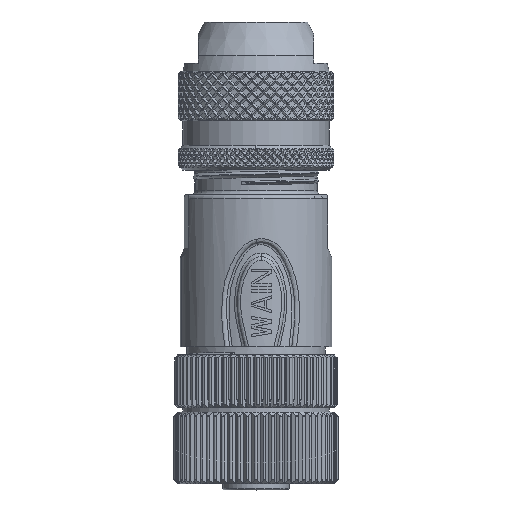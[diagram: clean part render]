
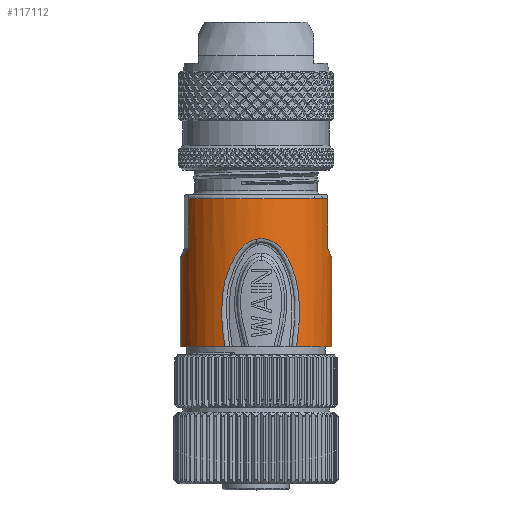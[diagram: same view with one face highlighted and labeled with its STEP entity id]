
A CAD part, top view. The second image highlights one B-rep face of the part: STEP entity #117112.
In plain terms, the highlighted cylindrical face has radius 9.25 mm (diameter 18.5 mm), a partial arc.
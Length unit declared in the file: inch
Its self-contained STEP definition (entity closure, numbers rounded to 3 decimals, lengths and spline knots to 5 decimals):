
#15886=CARTESIAN_POINT('',(0.,0.31299,0.));
#15887=DIRECTION('',(0.,1.,0.));
#15888=DIRECTION('',(-0.973,0.,0.229));
#15889=AXIS2_PLACEMENT_3D('',#15886,#15887,#15888);
#15964=CARTESIAN_POINT('',(0.19434,0.31299,
0.30798));
#15966=CARTESIAN_POINT('',(0.,0.31299,0.));
#15967=DIRECTION('',(0.,1.,0.));
#15968=DIRECTION('',(0.534,0.,0.846));
#15969=AXIS2_PLACEMENT_3D('',#15966,#15967,#15968);
#15990=CARTESIAN_POINT('',(0.36265,0.74077,
0.03325));
#15991=CARTESIAN_POINT('',(0.35961,0.75002,
0.06639));
#15992=CARTESIAN_POINT('',(0.35256,0.76574,
0.09556));
#15993=CARTESIAN_POINT('',(0.34303,0.78543,
0.12229));
#16133=DIRECTION('',(0.,-1.,0.));
#16134=VECTOR('',#16133,0.23622);
#16135=CARTESIAN_POINT('',(0.34303,1.02165,
0.12229));
#16136=LINE('',#16135,#16134);
#16137=DIRECTION('',(0.,-1.,0.));
#16138=VECTOR('',#16137,0.42778);
#16139=CARTESIAN_POINT('',(0.36265,0.74077,
0.03325));
#16140=LINE('',#16139,#16138);
#16141=CARTESIAN_POINT('',(0.00161,0.82813,
0.36417));
#16142=CARTESIAN_POINT('',(-0.00214,0.82739,
0.36419));
#16143=CARTESIAN_POINT('',(-0.00969,0.82549,
0.3641));
#16144=CARTESIAN_POINT('',(-0.02113,0.82127,
0.36362));
#16145=CARTESIAN_POINT('',(-0.0328,0.81549,
0.36276));
#16146=CARTESIAN_POINT('',(-0.04468,0.80791,
0.36149));
#16147=CARTESIAN_POINT('',(-0.05673,0.79834,
0.3598));
#16148=CARTESIAN_POINT('',(-0.06918,0.78625,
0.35762));
#16149=CARTESIAN_POINT('',(-0.08212,0.77102,
0.35488));
#16150=CARTESIAN_POINT('',(-0.09517,0.75259,
0.35161));
#16151=CARTESIAN_POINT('',(-0.10828,0.73058,
0.34779));
#16152=CARTESIAN_POINT('',(-0.12142,0.70482,
0.34343));
#16153=CARTESIAN_POINT('',(-0.13418,0.67514,
0.33863));
#16154=CARTESIAN_POINT('',(-0.14487,0.64368,
0.33417));
#16155=CARTESIAN_POINT('',(-0.15316,0.61119,
0.33043));
#16156=CARTESIAN_POINT('',(-0.15928,0.57664,
0.32751));
#16157=CARTESIAN_POINT('',(-0.16342,0.53729,
0.32545));
#16158=CARTESIAN_POINT('',(-0.16517,0.49196,
0.32456));
#16159=CARTESIAN_POINT('',(-0.16395,0.44003,
0.32518));
#16160=CARTESIAN_POINT('',(-0.15919,0.38109,
0.32757));
#16161=CARTESIAN_POINT('',(-0.1532,0.33653,
0.33041));
#16162=CARTESIAN_POINT('',(-0.14941,0.31299,
0.33211));
#16164=DIRECTION('',(0.,1.,0.));
#16165=VECTOR('',#16164,0.42778);
#16166=CARTESIAN_POINT('',(-0.35449,0.31299,
0.0834));
#16167=LINE('',#16166,#16165);
#16168=DIRECTION('',(0.,1.,0.));
#16169=VECTOR('',#16168,0.23622);
#16170=CARTESIAN_POINT('',(-0.32267,0.78543,
0.16884));
#16171=LINE('',#16170,#16169);
#16172=CARTESIAN_POINT('',(0.,1.02165,0.));
#16173=DIRECTION('',(0.,-1.,0.));
#16174=DIRECTION('',(0.942,0.,0.336));
#16175=AXIS2_PLACEMENT_3D('',#16172,#16173,#16174);
#16177=CARTESIAN_POINT('',(0.,1.02165,0.));
#16178=DIRECTION('',(0.,-1.,0.));
#16179=DIRECTION('',(-0.804,0.,0.595));
#16180=AXIS2_PLACEMENT_3D('',#16177,#16178,#16179);
#16235=CARTESIAN_POINT('',(-0.32267,0.78543,
0.16884));
#16236=CARTESIAN_POINT('',(-0.33583,0.76574,
0.1437));
#16237=CARTESIAN_POINT('',(-0.34687,0.75002,
0.11579));
#16238=CARTESIAN_POINT('',(-0.35449,0.74077,
0.0834));
#16248=CARTESIAN_POINT('',(0.00161,0.82813,
0.36417));
#16249=CARTESIAN_POINT('',(0.00578,0.82896,
0.36415));
#16250=CARTESIAN_POINT('',(0.01422,0.83013,
0.36397));
#16251=CARTESIAN_POINT('',(0.02727,0.83058,
0.36323));
#16252=CARTESIAN_POINT('',(0.04026,0.82976,
0.36202));
#16253=CARTESIAN_POINT('',(0.05294,0.82755,
0.36038));
#16254=CARTESIAN_POINT('',(0.06486,0.82397,
0.35842));
#16255=CARTESIAN_POINT('',(0.07652,0.81898,
0.35611));
#16256=CARTESIAN_POINT('',(0.08835,0.81224,
0.35337));
#16257=CARTESIAN_POINT('',(0.10043,0.80344,
0.35013));
#16258=CARTESIAN_POINT('',(0.11281,0.79216,
0.34634));
#16259=CARTESIAN_POINT('',(0.12564,0.77772,
0.34191));
#16260=CARTESIAN_POINT('',(0.13864,0.75984,
0.33685));
#16261=CARTESIAN_POINT('',(0.1516,0.73825,
0.33122));
#16262=CARTESIAN_POINT('',(0.16447,0.71268,
0.32503));
#16263=CARTESIAN_POINT('',(0.17723,0.68252,
0.31824));
#16264=CARTESIAN_POINT('',(0.18825,0.64953,
0.31181));
#16265=CARTESIAN_POINT('',(0.19678,0.61527,
0.30647));
#16266=CARTESIAN_POINT('',(0.20298,0.57944,
0.30238));
#16267=CARTESIAN_POINT('',(0.20713,0.5394,
0.29954));
#16268=CARTESIAN_POINT('',(0.20889,0.49391,
0.29831));
#16269=CARTESIAN_POINT('',(0.20776,0.44143,
0.2991));
#16270=CARTESIAN_POINT('',(0.20319,0.38166,
0.30225));
#16271=CARTESIAN_POINT('',(0.19767,0.33673,
0.30588));
#16272=CARTESIAN_POINT('',(0.19434,0.31299,
0.30798));
#90454=CARTESIAN_POINT('',(0.36265,0.31299,
0.03325));
#90456=VERTEX_POINT('',#90454);
#90476=CARTESIAN_POINT('',(-0.35449,0.31299,
0.0834));
#90477=VERTEX_POINT('',#90476);
#90478=CARTESIAN_POINT('',(-0.14941,0.31299,
0.33211));
#90479=VERTEX_POINT('',#90478);
#90493=VERTEX_POINT('',#15964);
#90494=CARTESIAN_POINT('',(0.36265,0.74077,
0.03325));
#90496=VERTEX_POINT('',#90494);
#90499=VERTEX_POINT('',#15993);
#90532=CARTESIAN_POINT('',(0.34303,1.02165,
0.12229));
#90533=VERTEX_POINT('',#90532);
#90534=CARTESIAN_POINT('',(-0.29264,1.02165,
0.21676));
#90535=CARTESIAN_POINT('',(-0.32267,1.02165,
0.16884));
#90536=VERTEX_POINT('',#90534);
#90537=VERTEX_POINT('',#90535);
#90538=VERTEX_POINT('',#16248);
#90539=CARTESIAN_POINT('',(-0.35449,0.74077,
0.0834));
#90540=VERTEX_POINT('',#90539);
#90541=VERTEX_POINT('',#16235);
#117086=CARTESIAN_POINT('',(0.,0.06988,0.));
#117087=DIRECTION('',(0.,1.,0.));
#117088=DIRECTION('',(0.998,0.,-0.07));
#117089=AXIS2_PLACEMENT_3D('',#117086,#117087,#117088);
#117090=CYLINDRICAL_SURFACE('',#117089,0.36417);
#117092=ORIENTED_EDGE('',*,*,#117091,.F.);
#117094=ORIENTED_EDGE('',*,*,#117093,.F.);
#117095=ORIENTED_EDGE('',*,*,#117078,.T.);
#117096=ORIENTED_EDGE('',*,*,#116988,.F.);
#117097=ORIENTED_EDGE('',*,*,#116975,.T.);
#117098=ORIENTED_EDGE('',*,*,#116956,.F.);
#117100=ORIENTED_EDGE('',*,*,#117099,.F.);
#117102=ORIENTED_EDGE('',*,*,#117101,.T.);
#117103=ORIENTED_EDGE('',*,*,#116932,.F.);
#117105=ORIENTED_EDGE('',*,*,#117104,.T.);
#117107=ORIENTED_EDGE('',*,*,#117106,.F.);
#117109=ORIENTED_EDGE('',*,*,#117108,.T.);
#117110=EDGE_LOOP('',(#117092,#117094,#117095,#117096,#117097,#117098,#117100,
#117102,#117103,#117105,#117107,#117109));
#117111=FACE_OUTER_BOUND('',#117110,.F.);
#117112=ADVANCED_FACE('',(#117111),#117090,.T.);
#15890=CIRCLE('',#15889,0.36417);
#15970=CIRCLE('',#15969,0.36417);
#15994=B_SPLINE_CURVE_WITH_KNOTS('',3,(#15990,#15991,#15992,#15993),
.UNSPECIFIED.,.F.,.F.,(4,4),(0.,1.),.UNSPECIFIED.);
#16163=B_SPLINE_CURVE_WITH_KNOTS('',3,(#16141,#16142,#16143,#16144,#16145,
#16146,#16147,#16148,#16149,#16150,#16151,#16152,#16153,#16154,#16155,#16156,
#16157,#16158,#16159,#16160,#16161,#16162),.UNSPECIFIED.,.F.,.F.,(4,1,1,1,1,1,1,
1,1,1,1,1,1,1,1,1,1,1,1,4),(0.,0.05263,0.10526,
0.15789,0.21053,0.26316,0.31579,
0.36842,0.42105,0.47368,0.52632,
0.57895,0.63158,0.68421,0.73684,
0.78947,0.84211,0.89474,0.94737,1.),
.UNSPECIFIED.);
#16176=CIRCLE('',#16175,0.36417);
#16181=CIRCLE('',#16180,0.36417);
#16239=B_SPLINE_CURVE_WITH_KNOTS('',3,(#16235,#16236,#16237,#16238),
.UNSPECIFIED.,.F.,.F.,(4,4),(0.,1.),.UNSPECIFIED.);
#16273=B_SPLINE_CURVE_WITH_KNOTS('',3,(#16248,#16249,#16250,#16251,#16252,
#16253,#16254,#16255,#16256,#16257,#16258,#16259,#16260,#16261,#16262,#16263,
#16264,#16265,#16266,#16267,#16268,#16269,#16270,#16271,#16272),.UNSPECIFIED.,
.F.,.F.,(4,1,1,1,1,1,1,1,1,1,1,1,1,1,1,1,1,1,1,1,1,1,4),(0.,0.04545,
0.09091,0.13636,0.18182,0.22727,
0.27273,0.31818,0.36364,0.40909,
0.45455,0.5,0.54545,0.59091,0.63636,
0.68182,0.72727,0.77273,0.81818,
0.86364,0.90909,0.95455,1.),.UNSPECIFIED.);
#116932=EDGE_CURVE('',#90477,#90479,#15890,.T.);
#116956=EDGE_CURVE('',#90493,#90456,#15970,.T.);
#116975=EDGE_CURVE('',#90496,#90456,#16140,.T.);
#116988=EDGE_CURVE('',#90496,#90499,#15994,.T.);
#117078=EDGE_CURVE('',#90533,#90499,#16136,.T.);
#117091=EDGE_CURVE('',#90536,#90537,#16181,.T.);
#117093=EDGE_CURVE('',#90533,#90536,#16176,.T.);
#117099=EDGE_CURVE('',#90538,#90493,#16273,.T.);
#117101=EDGE_CURVE('',#90538,#90479,#16163,.T.);
#117104=EDGE_CURVE('',#90477,#90540,#16167,.T.);
#117106=EDGE_CURVE('',#90541,#90540,#16239,.T.);
#117108=EDGE_CURVE('',#90541,#90537,#16171,.T.);
